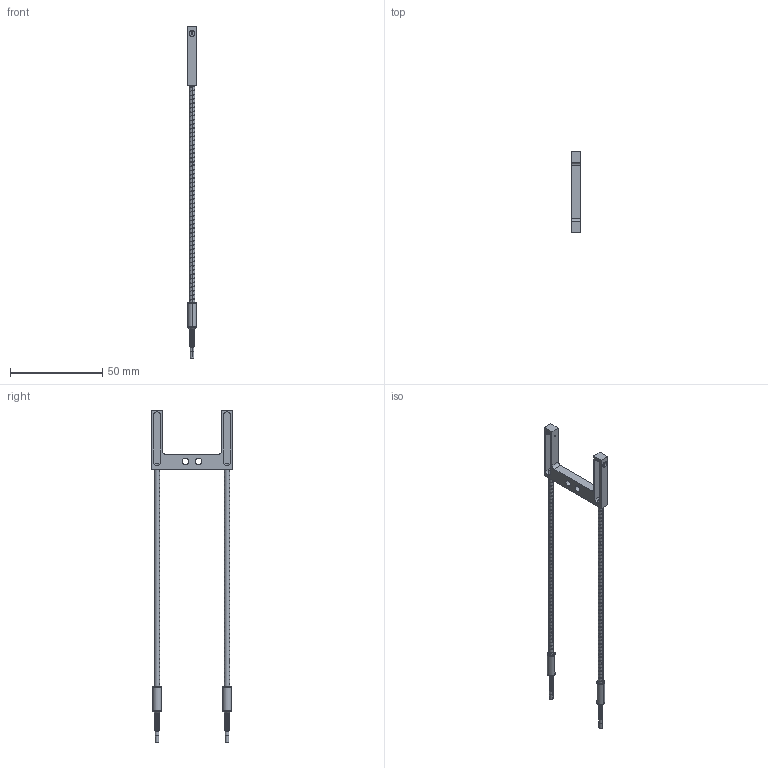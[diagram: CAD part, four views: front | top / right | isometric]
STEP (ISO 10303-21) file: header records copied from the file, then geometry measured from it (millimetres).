
FILE_DESCRIPTION((''),'2;1');
FILE_NAME('191545_ASM','2016-02-16T',('pdmadmin'),(''),'PRO/ENGINEER BY PARAMETRIC TECHNOLOGY CORPORATION, 2013230','PRO/ENGINEER BY PARAMETRIC TECHNOLOGY CORPORATION, 2013230','');
FILE_SCHEMA(('CONFIG_CONTROL_DESIGN'));
Length unit declared in the file: inch
Products named in the file (6): 39494_AF0; 51022; 110533; 110532; 81007_ASM; 191545_ASM
Assembly tree (8 placements, depth 3):
  191545_ASM
    81007_ASM
      39494_AF0
      51022  x2
      110533  x2
      110532  x2
Bounding box: 4.98 x 43.94 x 179.9 mm (x, y, z)
Volume: 4151.6 mm3; surface area: 13950.6 mm2
Topology: 9 solids, 11 shells, 1020 faces, 2084 edges, 1080 vertices
Faces by surface type: torus 400, cone 264, cylinder 186, bspline 132, plane 38
Entity records: 26345 total; most frequent: CARTESIAN_POINT 14805, DIRECTION 2698, ORIENTED_EDGE 2212, AXIS2_PLACEMENT_3D 1175, EDGE_CURVE 1108, CIRCLE 686, VERTEX_POINT 584, EDGE_LOOP 550
